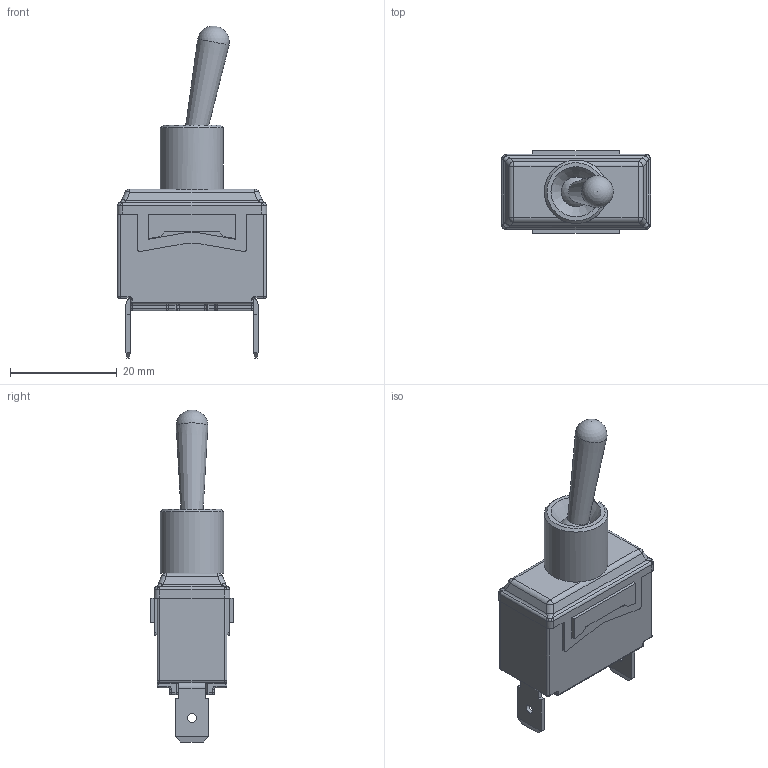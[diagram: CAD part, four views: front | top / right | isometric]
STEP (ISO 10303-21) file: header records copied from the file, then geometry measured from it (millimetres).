
FILE_DESCRIPTION(/* description */ (''),/* implementation_level */ '2;1');
FILE_NAME(/* name */ 'ST141D02.stp',/* time_stamp */ '2025-06-04T07:57:37-05:00',/* author */ ('mroman'),/* organization */ (''),/* preprocessor_version */ 'ST-DEVELOPER v18.1',/* originating_system */ 'Autodesk Inventor 2022',/* authorisation */ '');
FILE_SCHEMA (('AUTOMOTIVE_DESIGN { 1 0 10303 214 3 1 1 }'));
Length unit declared in the file: centimetre
Products named in the file (1): ST141D02
Bounding box: 28 x 15.5 x 62.31 mm (x, y, z)
Volume: 9639.1 mm3; surface area: 3997.8 mm2
Topology: 1 solids, 4 shells, 383 faces, 920 edges, 551 vertices
Faces by surface type: plane 147, cylinder 121, bspline 51, sphere 30, torus 27, cone 7
Full cylindrical faces by diameter (mm): 1.7 x2, 2 x2, 5.4 x1
Entity records: 11600 total; most frequent: CARTESIAN_POINT 2831, ORIENTED_EDGE 1830, DIRECTION 1803, EDGE_CURVE 915, AXIS2_PLACEMENT_3D 647, VERTEX_POINT 551, LINE 509, VECTOR 509
